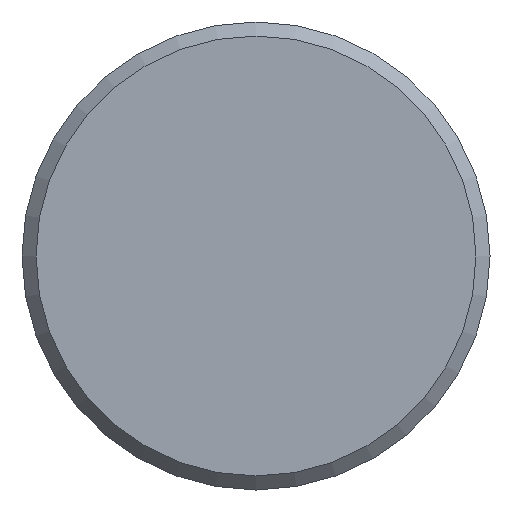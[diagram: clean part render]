
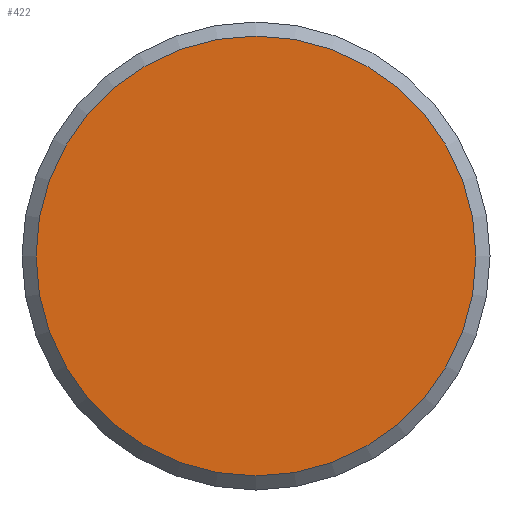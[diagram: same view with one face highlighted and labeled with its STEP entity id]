
A CAD part, front view. The second image highlights one B-rep face of the part: STEP entity #422.
In plain terms, the highlighted planar face has unit normal (0, -1, 0).
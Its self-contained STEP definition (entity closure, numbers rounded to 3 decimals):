
#41=PLANE('',#476);
#107=FACE_OUTER_BOUND('',#141,.T.);
#141=EDGE_LOOP('',(#330));
#206=CIRCLE('',#473,23.5);
#241=VERTEX_POINT('',#702);
#282=EDGE_CURVE('',#241,#241,#206,.T.);
#330=ORIENTED_EDGE('',*,*,#282,.F.);
#422=ADVANCED_FACE('',(#107),#41,.F.);
#473=AXIS2_PLACEMENT_3D('',#703,#550,#551);
#476=AXIS2_PLACEMENT_3D('',#707,#556,#557);
#550=DIRECTION('center_axis',(0.,1.,0.));
#551=DIRECTION('ref_axis',(1.,0.,0.));
#556=DIRECTION('center_axis',(0.,1.,0.));
#557=DIRECTION('ref_axis',(0.,0.,1.));
#702=CARTESIAN_POINT('',(-23.5,0.,0.));
#703=CARTESIAN_POINT('Origin',(0.,0.,0.));
#707=CARTESIAN_POINT('Origin',(0.,0.,0.));
